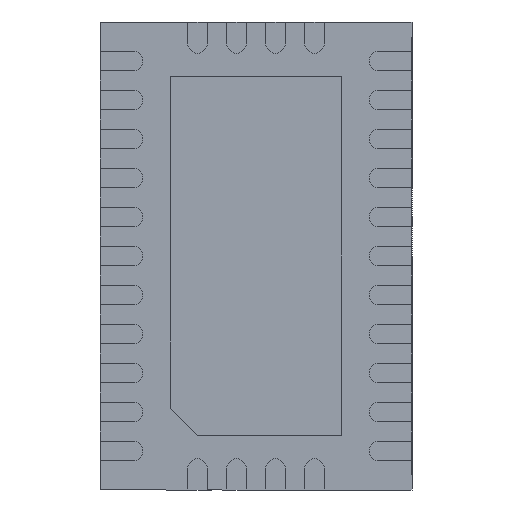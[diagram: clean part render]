
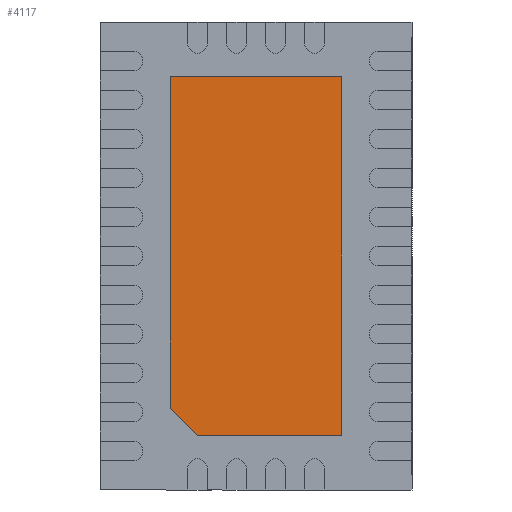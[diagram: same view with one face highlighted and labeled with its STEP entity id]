
A CAD part, front view. The second image highlights one B-rep face of the part: STEP entity #4117.
In plain terms, the highlighted planar face has unit normal (0, -1, 0).
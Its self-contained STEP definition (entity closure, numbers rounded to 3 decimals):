
#129 = DIRECTION ( 'NONE',  ( 0., 0., -1. ) ) ;
#781 = EDGE_LOOP ( 'NONE', ( #9462, #9400, #8307, #3178, #7809 ) ) ;
#1169 = LINE ( 'NONE', #1674, #8370 ) ;
#1674 = CARTESIAN_POINT ( 'NONE',  ( -1.1, 0., -1.95 ) ) ;
#1722 = EDGE_CURVE ( 'NONE', #4782, #5998, #5680, .T. ) ;
#1793 = DIRECTION ( 'NONE',  ( -1., 0., 0. ) ) ;
#2574 = DIRECTION ( 'NONE',  ( 0., 0., -1. ) ) ;
#2871 = PLANE ( 'NONE',  #10853 ) ;
#2913 = DIRECTION ( 'NONE',  ( 0., -1., 0. ) ) ;
#3178 = ORIENTED_EDGE ( 'NONE', *, *, #8020, .T. ) ;
#3424 = VERTEX_POINT ( 'NONE', #12069 ) ;
#4117 = ADVANCED_FACE ( 'NONE', ( #8072 ), #2871, .T. ) ;
#4782 = VERTEX_POINT ( 'NONE', #11052 ) ;
#5116 = DIRECTION ( 'NONE',  ( 0.707, 0., -0.707 ) ) ;
#5382 = EDGE_CURVE ( 'NONE', #5998, #9170, #1169, .T. ) ;
#5680 = LINE ( 'NONE', #11192, #11743 ) ;
#5878 = DIRECTION ( 'NONE',  ( 1., 0., 0. ) ) ;
#5998 = VERTEX_POINT ( 'NONE', #7233 ) ;
#6617 = LINE ( 'NONE', #8609, #7640 ) ;
#6792 = LINE ( 'NONE', #6952, #10516 ) ;
#6952 = CARTESIAN_POINT ( 'NONE',  ( 1.1, 0., -2.3 ) ) ;
#7233 = CARTESIAN_POINT ( 'NONE',  ( -1.1, 0., 2.3 ) ) ;
#7356 = EDGE_CURVE ( 'NONE', #9170, #3424, #10346, .T. ) ;
#7640 = VECTOR ( 'NONE', #5878, 1000. ) ;
#7766 = CARTESIAN_POINT ( 'NONE',  ( 1.1, 0., -2.3 ) ) ;
#7809 = ORIENTED_EDGE ( 'NONE', *, *, #1722, .T. ) ;
#8020 = EDGE_CURVE ( 'NONE', #9987, #4782, #6792, .T. ) ;
#8072 = FACE_OUTER_BOUND ( 'NONE', #781, .T. ) ;
#8307 = ORIENTED_EDGE ( 'NONE', *, *, #9041, .T. ) ;
#8370 = VECTOR ( 'NONE', #2574, 1000. ) ;
#8592 = VECTOR ( 'NONE', #5116, 1000. ) ;
#8609 = CARTESIAN_POINT ( 'NONE',  ( 1.1, 0., -2.3 ) ) ;
#8816 = CARTESIAN_POINT ( 'NONE',  ( -0.75, 0., -2.3 ) ) ;
#8938 = CARTESIAN_POINT ( 'NONE',  ( -1.1, 0., -1.95 ) ) ;
#9005 = DIRECTION ( 'NONE',  ( 0., 0., 1. ) ) ;
#9041 = EDGE_CURVE ( 'NONE', #3424, #9987, #6617, .T. ) ;
#9170 = VERTEX_POINT ( 'NONE', #8938 ) ;
#9400 = ORIENTED_EDGE ( 'NONE', *, *, #7356, .T. ) ;
#9462 = ORIENTED_EDGE ( 'NONE', *, *, #5382, .T. ) ;
#9987 = VERTEX_POINT ( 'NONE', #7766 ) ;
#10346 = LINE ( 'NONE', #8816, #8592 ) ;
#10516 = VECTOR ( 'NONE', #9005, 1000. ) ;
#10853 = AXIS2_PLACEMENT_3D ( 'NONE', #11411, #2913, #129 ) ;
#11052 = CARTESIAN_POINT ( 'NONE',  ( 1.1, 0., 2.3 ) ) ;
#11192 = CARTESIAN_POINT ( 'NONE',  ( 1.1, 0., 2.3 ) ) ;
#11411 = CARTESIAN_POINT ( 'NONE',  ( 0., 0., 0. ) ) ;
#11743 = VECTOR ( 'NONE', #1793, 1000. ) ;
#12069 = CARTESIAN_POINT ( 'NONE',  ( -0.75, 0., -2.3 ) ) ;
